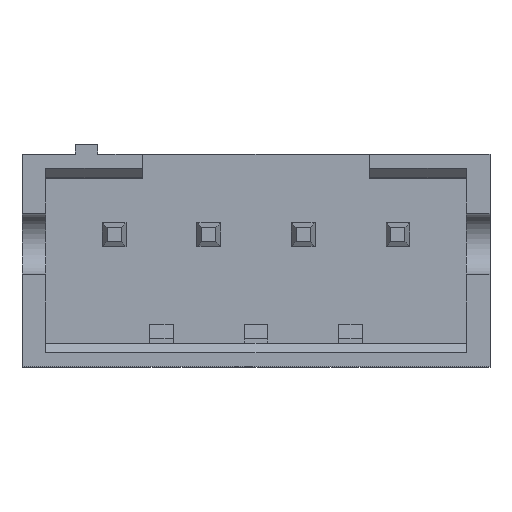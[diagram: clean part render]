
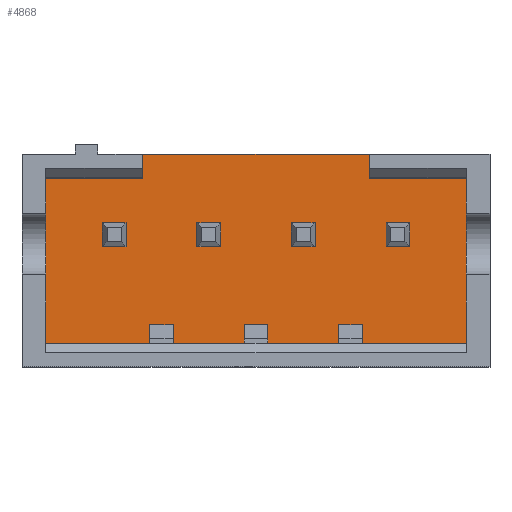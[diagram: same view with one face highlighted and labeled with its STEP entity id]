
A CAD part, top view. The second image highlights one B-rep face of the part: STEP entity #4868.
In plain terms, the highlighted planar face has unit normal (0, 0, 1).
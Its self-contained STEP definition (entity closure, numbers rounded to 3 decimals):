
#44=FACE_BOUND('',#496,.T.);
#45=FACE_BOUND('',#497,.T.);
#46=FACE_BOUND('',#498,.T.);
#47=FACE_BOUND('',#499,.T.);
#223=FACE_OUTER_BOUND('',#495,.T.);
#495=EDGE_LOOP('',(#3833,#3834,#3835,#3836,#3837,#3838,#3839,#3840,#3841,
#3842,#3843,#3844,#3845,#3846,#3847,#3848,#3849,#3850,#3851,#3852));
#496=EDGE_LOOP('',(#3853,#3854,#3855,#3856));
#497=EDGE_LOOP('',(#3857,#3858,#3859,#3860));
#498=EDGE_LOOP('',(#3861,#3862,#3863,#3864));
#499=EDGE_LOOP('',(#3865,#3866,#3867,#3868));
#863=LINE('',#6954,#1500);
#883=LINE('',#6994,#1520);
#887=LINE('',#7001,#1524);
#888=LINE('',#7004,#1525);
#897=LINE('',#7023,#1534);
#901=LINE('',#7030,#1538);
#902=LINE('',#7033,#1539);
#906=LINE('',#7040,#1543);
#907=LINE('',#7042,#1544);
#911=LINE('',#7050,#1548);
#915=LINE('',#7057,#1552);
#921=LINE('',#7071,#1558);
#924=LINE('',#7075,#1561);
#925=LINE('',#7077,#1562);
#976=LINE('',#7180,#1613);
#980=LINE('',#7188,#1617);
#982=LINE('',#7192,#1619);
#991=LINE('',#7209,#1628);
#1058=LINE('',#7348,#1695);
#1060=LINE('',#7352,#1697);
#1067=LINE('',#7368,#1704);
#1068=LINE('',#7370,#1705);
#1069=LINE('',#7372,#1706);
#1070=LINE('',#7373,#1707);
#1071=LINE('',#7376,#1708);
#1072=LINE('',#7378,#1709);
#1073=LINE('',#7380,#1710);
#1074=LINE('',#7381,#1711);
#1075=LINE('',#7384,#1712);
#1076=LINE('',#7386,#1713);
#1077=LINE('',#7388,#1714);
#1078=LINE('',#7389,#1715);
#1079=LINE('',#7392,#1716);
#1080=LINE('',#7394,#1717);
#1081=LINE('',#7396,#1718);
#1082=LINE('',#7397,#1719);
#1500=VECTOR('',#5705,4.8);
#1520=VECTOR('',#5729,0.5);
#1524=VECTOR('',#5735,0.4);
#1525=VECTOR('',#5738,0.4);
#1534=VECTOR('',#5753,0.5);
#1538=VECTOR('',#5759,0.4);
#1539=VECTOR('',#5762,0.4);
#1543=VECTOR('',#5770,1.5);
#1544=VECTOR('',#5771,1.5);
#1548=VECTOR('',#5775,2.199);
#1552=VECTOR('',#5779,2.201);
#1558=VECTOR('',#5789,0.5);
#1561=VECTOR('',#5794,0.4);
#1562=VECTOR('',#5797,0.4);
#1613=VECTOR('',#5882,0.5);
#1617=VECTOR('',#5888,0.5);
#1619=VECTOR('',#5892,2.05);
#1628=VECTOR('',#5903,2.05);
#1695=VECTOR('',#6040,3.5);
#1697=VECTOR('',#6046,3.5);
#1704=VECTOR('',#6061,0.5);
#1705=VECTOR('',#6062,0.5);
#1706=VECTOR('',#6063,0.5);
#1707=VECTOR('',#6064,0.5);
#1708=VECTOR('',#6065,0.5);
#1709=VECTOR('',#6066,0.5);
#1710=VECTOR('',#6067,0.5);
#1711=VECTOR('',#6068,0.5);
#1712=VECTOR('',#6069,0.5);
#1713=VECTOR('',#6070,0.5);
#1714=VECTOR('',#6071,0.5);
#1715=VECTOR('',#6072,0.5);
#1716=VECTOR('',#6073,0.5);
#1717=VECTOR('',#6074,0.5);
#1718=VECTOR('',#6075,0.5);
#1719=VECTOR('',#6076,0.5);
#2050=VERTEX_POINT('',#6951);
#2051=VERTEX_POINT('',#6953);
#2068=VERTEX_POINT('',#6991);
#2069=VERTEX_POINT('',#6993);
#2071=VERTEX_POINT('',#6999);
#2072=VERTEX_POINT('',#7003);
#2078=VERTEX_POINT('',#7020);
#2079=VERTEX_POINT('',#7022);
#2081=VERTEX_POINT('',#7028);
#2082=VERTEX_POINT('',#7032);
#2084=VERTEX_POINT('',#7041);
#2087=VERTEX_POINT('',#7047);
#2088=VERTEX_POINT('',#7049);
#2091=VERTEX_POINT('',#7055);
#2096=VERTEX_POINT('',#7068);
#2097=VERTEX_POINT('',#7070);
#2132=VERTEX_POINT('',#7178);
#2135=VERTEX_POINT('',#7187);
#2136=VERTEX_POINT('',#7191);
#2143=VERTEX_POINT('',#7207);
#2184=VERTEX_POINT('',#7366);
#2185=VERTEX_POINT('',#7367);
#2186=VERTEX_POINT('',#7369);
#2187=VERTEX_POINT('',#7371);
#2188=VERTEX_POINT('',#7374);
#2189=VERTEX_POINT('',#7375);
#2190=VERTEX_POINT('',#7377);
#2191=VERTEX_POINT('',#7379);
#2192=VERTEX_POINT('',#7382);
#2193=VERTEX_POINT('',#7383);
#2194=VERTEX_POINT('',#7385);
#2195=VERTEX_POINT('',#7387);
#2196=VERTEX_POINT('',#7390);
#2197=VERTEX_POINT('',#7391);
#2198=VERTEX_POINT('',#7393);
#2199=VERTEX_POINT('',#7395);
#2554=EDGE_CURVE('',#2050,#2051,#863,.T.);
#2574=EDGE_CURVE('',#2069,#2068,#883,.T.);
#2578=EDGE_CURVE('',#2068,#2071,#887,.T.);
#2579=EDGE_CURVE('',#2072,#2069,#888,.T.);
#2588=EDGE_CURVE('',#2079,#2078,#897,.T.);
#2592=EDGE_CURVE('',#2078,#2081,#901,.T.);
#2593=EDGE_CURVE('',#2082,#2079,#902,.T.);
#2597=EDGE_CURVE('',#2081,#2072,#906,.T.);
#2598=EDGE_CURVE('',#2084,#2082,#907,.T.);
#2602=EDGE_CURVE('',#2088,#2087,#911,.T.);
#2606=EDGE_CURVE('',#2071,#2091,#915,.T.);
#2612=EDGE_CURVE('',#2097,#2096,#921,.T.);
#2615=EDGE_CURVE('',#2096,#2084,#924,.T.);
#2616=EDGE_CURVE('',#2087,#2097,#925,.T.);
#2667=EDGE_CURVE('',#2050,#2132,#976,.T.);
#2671=EDGE_CURVE('',#2051,#2135,#980,.T.);
#2673=EDGE_CURVE('',#2136,#2135,#982,.T.);
#2682=EDGE_CURVE('',#2132,#2143,#991,.T.);
#2753=EDGE_CURVE('',#2143,#2088,#1058,.T.);
#2755=EDGE_CURVE('',#2091,#2136,#1060,.T.);
#2762=EDGE_CURVE('',#2184,#2185,#1067,.T.);
#2763=EDGE_CURVE('',#2186,#2184,#1068,.T.);
#2764=EDGE_CURVE('',#2187,#2186,#1069,.T.);
#2765=EDGE_CURVE('',#2185,#2187,#1070,.T.);
#2766=EDGE_CURVE('',#2188,#2189,#1071,.T.);
#2767=EDGE_CURVE('',#2190,#2188,#1072,.T.);
#2768=EDGE_CURVE('',#2191,#2190,#1073,.T.);
#2769=EDGE_CURVE('',#2189,#2191,#1074,.T.);
#2770=EDGE_CURVE('',#2192,#2193,#1075,.T.);
#2771=EDGE_CURVE('',#2194,#2192,#1076,.T.);
#2772=EDGE_CURVE('',#2195,#2194,#1077,.T.);
#2773=EDGE_CURVE('',#2193,#2195,#1078,.T.);
#2774=EDGE_CURVE('',#2196,#2197,#1079,.T.);
#2775=EDGE_CURVE('',#2198,#2196,#1080,.T.);
#2776=EDGE_CURVE('',#2199,#2198,#1081,.T.);
#2777=EDGE_CURVE('',#2197,#2199,#1082,.T.);
#3833=ORIENTED_EDGE('',*,*,#2578,.T.);
#3834=ORIENTED_EDGE('',*,*,#2606,.T.);
#3835=ORIENTED_EDGE('',*,*,#2755,.T.);
#3836=ORIENTED_EDGE('',*,*,#2673,.T.);
#3837=ORIENTED_EDGE('',*,*,#2671,.F.);
#3838=ORIENTED_EDGE('',*,*,#2554,.F.);
#3839=ORIENTED_EDGE('',*,*,#2667,.T.);
#3840=ORIENTED_EDGE('',*,*,#2682,.T.);
#3841=ORIENTED_EDGE('',*,*,#2753,.T.);
#3842=ORIENTED_EDGE('',*,*,#2602,.T.);
#3843=ORIENTED_EDGE('',*,*,#2616,.T.);
#3844=ORIENTED_EDGE('',*,*,#2612,.T.);
#3845=ORIENTED_EDGE('',*,*,#2615,.T.);
#3846=ORIENTED_EDGE('',*,*,#2598,.T.);
#3847=ORIENTED_EDGE('',*,*,#2593,.T.);
#3848=ORIENTED_EDGE('',*,*,#2588,.T.);
#3849=ORIENTED_EDGE('',*,*,#2592,.T.);
#3850=ORIENTED_EDGE('',*,*,#2597,.T.);
#3851=ORIENTED_EDGE('',*,*,#2579,.T.);
#3852=ORIENTED_EDGE('',*,*,#2574,.T.);
#3853=ORIENTED_EDGE('',*,*,#2762,.F.);
#3854=ORIENTED_EDGE('',*,*,#2763,.F.);
#3855=ORIENTED_EDGE('',*,*,#2764,.F.);
#3856=ORIENTED_EDGE('',*,*,#2765,.F.);
#3857=ORIENTED_EDGE('',*,*,#2766,.F.);
#3858=ORIENTED_EDGE('',*,*,#2767,.F.);
#3859=ORIENTED_EDGE('',*,*,#2768,.F.);
#3860=ORIENTED_EDGE('',*,*,#2769,.F.);
#3861=ORIENTED_EDGE('',*,*,#2770,.F.);
#3862=ORIENTED_EDGE('',*,*,#2771,.F.);
#3863=ORIENTED_EDGE('',*,*,#2772,.F.);
#3864=ORIENTED_EDGE('',*,*,#2773,.F.);
#3865=ORIENTED_EDGE('',*,*,#2774,.F.);
#3866=ORIENTED_EDGE('',*,*,#2775,.F.);
#3867=ORIENTED_EDGE('',*,*,#2776,.F.);
#3868=ORIENTED_EDGE('',*,*,#2777,.F.);
#4365=PLANE('',#5127);
#4868=ADVANCED_FACE('',(#223,#44,#45,#46,#47),#4365,.T.);
#5127=AXIS2_PLACEMENT_3D('',#7365,#6059,#6060);
#5705=DIRECTION('',(1.,0.,0.));
#5729=DIRECTION('',(1.,0.,0.));
#5735=DIRECTION('',(0.,-1.,0.));
#5738=DIRECTION('',(0.,1.,0.));
#5753=DIRECTION('',(1.,0.,0.));
#5759=DIRECTION('',(0.,-1.,0.));
#5762=DIRECTION('',(0.,1.,0.));
#5770=DIRECTION('',(1.,0.,0.));
#5771=DIRECTION('',(1.,0.,0.));
#5775=DIRECTION('',(1.,0.,0.));
#5779=DIRECTION('',(1.,0.,0.));
#5789=DIRECTION('',(1.,0.,0.));
#5794=DIRECTION('',(0.,-1.,0.));
#5797=DIRECTION('',(0.,1.,0.));
#5882=DIRECTION('',(0.,-1.,0.));
#5888=DIRECTION('',(0.,-1.,0.));
#5892=DIRECTION('',(-1.,0.,0.));
#5903=DIRECTION('',(-1.,0.,0.));
#6040=DIRECTION('',(0.,-1.,0.));
#6046=DIRECTION('',(0.,1.,0.));
#6059=DIRECTION('center_axis',(0.,0.,1.));
#6060=DIRECTION('ref_axis',(1.,0.,0.));
#6061=DIRECTION('',(0.,1.,0.));
#6062=DIRECTION('',(1.,0.,0.));
#6063=DIRECTION('',(0.,-1.,0.));
#6064=DIRECTION('',(-1.,0.,0.));
#6065=DIRECTION('',(0.,1.,0.));
#6066=DIRECTION('',(1.,0.,0.));
#6067=DIRECTION('',(0.,-1.,0.));
#6068=DIRECTION('',(-1.,0.,0.));
#6069=DIRECTION('',(0.,1.,0.));
#6070=DIRECTION('',(1.,0.,0.));
#6071=DIRECTION('',(0.,-1.,0.));
#6072=DIRECTION('',(-1.,0.,0.));
#6073=DIRECTION('',(0.,1.,0.));
#6074=DIRECTION('',(1.,0.,0.));
#6075=DIRECTION('',(0.,-1.,0.));
#6076=DIRECTION('',(-1.,0.,0.));
#6951=CARTESIAN_POINT('',(-2.4,1.7,1.45));
#6953=CARTESIAN_POINT('',(2.4,1.7,1.45));
#6954=CARTESIAN_POINT('',(1.275,1.7,1.45));
#6991=CARTESIAN_POINT('',(2.249,-1.9,1.45));
#6993=CARTESIAN_POINT('',(1.749,-1.9,1.45));
#6994=CARTESIAN_POINT('',(1.,-1.9,1.45));
#6999=CARTESIAN_POINT('',(2.249,-2.3,1.45));
#7001=CARTESIAN_POINT('',(2.249,-1.425,1.45));
#7003=CARTESIAN_POINT('',(1.749,-2.3,1.45));
#7004=CARTESIAN_POINT('',(1.749,-1.425,1.45));
#7020=CARTESIAN_POINT('',(0.249,-1.9,1.45));
#7022=CARTESIAN_POINT('',(-0.251,-1.9,1.45));
#7023=CARTESIAN_POINT('',(0.,-1.9,1.45));
#7028=CARTESIAN_POINT('',(0.249,-2.3,1.45));
#7030=CARTESIAN_POINT('',(0.249,-1.425,1.45));
#7032=CARTESIAN_POINT('',(-0.251,-2.3,1.45));
#7033=CARTESIAN_POINT('',(-0.251,-1.425,1.45));
#7040=CARTESIAN_POINT('',(-2.225,-2.3,1.45));
#7041=CARTESIAN_POINT('',(-1.751,-2.3,1.45));
#7042=CARTESIAN_POINT('',(-2.225,-2.3,1.45));
#7047=CARTESIAN_POINT('',(-2.251,-2.3,1.45));
#7049=CARTESIAN_POINT('',(-4.45,-2.3,1.45));
#7050=CARTESIAN_POINT('',(-2.225,-2.3,1.45));
#7055=CARTESIAN_POINT('',(4.45,-2.3,1.45));
#7057=CARTESIAN_POINT('',(-2.225,-2.3,1.45));
#7068=CARTESIAN_POINT('',(-1.751,-1.9,1.45));
#7070=CARTESIAN_POINT('',(-2.251,-1.9,1.45));
#7071=CARTESIAN_POINT('',(-1.001,-1.9,1.45));
#7075=CARTESIAN_POINT('',(-1.751,-1.425,1.45));
#7077=CARTESIAN_POINT('',(-2.251,-1.425,1.45));
#7178=CARTESIAN_POINT('',(-2.4,1.2,1.45));
#7180=CARTESIAN_POINT('',(-2.4,1.7,1.45));
#7187=CARTESIAN_POINT('',(2.4,1.2,1.45));
#7188=CARTESIAN_POINT('',(2.4,1.7,1.45));
#7191=CARTESIAN_POINT('',(4.45,1.2,1.45));
#7192=CARTESIAN_POINT('',(2.225,1.2,1.45));
#7207=CARTESIAN_POINT('',(-4.45,1.2,1.45));
#7209=CARTESIAN_POINT('',(2.225,1.2,1.45));
#7348=CARTESIAN_POINT('',(-4.45,0.325,1.45));
#7352=CARTESIAN_POINT('',(4.45,-1.425,1.45));
#7365=CARTESIAN_POINT('Origin',(0.,-0.55,1.45));
#7366=CARTESIAN_POINT('',(-2.75,-0.25,1.45));
#7367=CARTESIAN_POINT('',(-2.75,0.25,1.45));
#7368=CARTESIAN_POINT('',(-2.75,-0.4,1.45));
#7369=CARTESIAN_POINT('',(-3.25,-0.25,1.45));
#7370=CARTESIAN_POINT('',(-1.625,-0.25,1.45));
#7371=CARTESIAN_POINT('',(-3.25,0.25,1.45));
#7372=CARTESIAN_POINT('',(-3.25,-0.15,1.45));
#7373=CARTESIAN_POINT('',(-1.375,0.25,1.45));
#7374=CARTESIAN_POINT('',(-0.75,-0.25,1.45));
#7375=CARTESIAN_POINT('',(-0.75,0.25,1.45));
#7376=CARTESIAN_POINT('',(-0.75,-0.4,1.45));
#7377=CARTESIAN_POINT('',(-1.25,-0.25,1.45));
#7378=CARTESIAN_POINT('',(-0.625,-0.25,1.45));
#7379=CARTESIAN_POINT('',(-1.25,0.25,1.45));
#7380=CARTESIAN_POINT('',(-1.25,-0.15,1.45));
#7381=CARTESIAN_POINT('',(-0.375,0.25,1.45));
#7382=CARTESIAN_POINT('',(1.25,-0.25,1.45));
#7383=CARTESIAN_POINT('',(1.25,0.25,1.45));
#7384=CARTESIAN_POINT('',(1.25,-0.4,1.45));
#7385=CARTESIAN_POINT('',(0.75,-0.25,1.45));
#7386=CARTESIAN_POINT('',(0.375,-0.25,1.45));
#7387=CARTESIAN_POINT('',(0.75,0.25,1.45));
#7388=CARTESIAN_POINT('',(0.75,-0.15,1.45));
#7389=CARTESIAN_POINT('',(0.625,0.25,1.45));
#7390=CARTESIAN_POINT('',(3.25,-0.25,1.45));
#7391=CARTESIAN_POINT('',(3.25,0.25,1.45));
#7392=CARTESIAN_POINT('',(3.25,-0.4,1.45));
#7393=CARTESIAN_POINT('',(2.75,-0.25,1.45));
#7394=CARTESIAN_POINT('',(1.375,-0.25,1.45));
#7395=CARTESIAN_POINT('',(2.75,0.25,1.45));
#7396=CARTESIAN_POINT('',(2.75,-0.15,1.45));
#7397=CARTESIAN_POINT('',(1.625,0.25,1.45));
